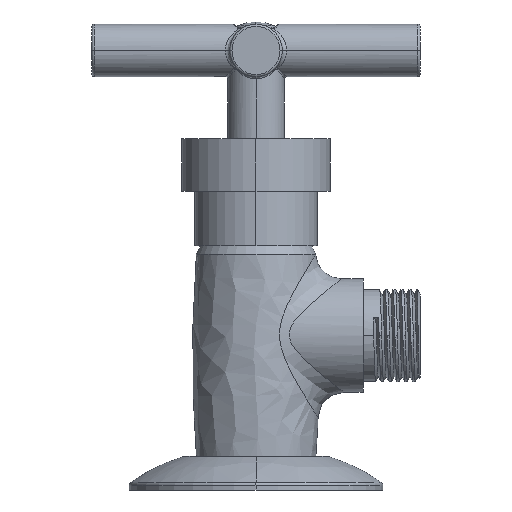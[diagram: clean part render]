
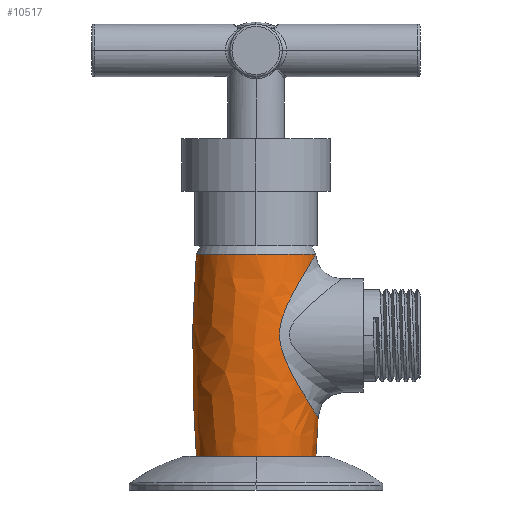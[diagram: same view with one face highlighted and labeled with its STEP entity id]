
A CAD part, left-side view. The second image highlights one B-rep face of the part: STEP entity #10517.
In plain terms, the highlighted free-form (B-spline) face has degree [3, 3] with [7, 4] control points.
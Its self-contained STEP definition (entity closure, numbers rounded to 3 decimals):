
#23=CARTESIAN_POINT('',(0.,0.,-25.157));
#24=DIRECTION('',(0.,0.,-1.));
#25=DIRECTION('',(0.,-1.,0.));
#26=AXIS2_PLACEMENT_3D('',#23,#24,#25);
#28=CARTESIAN_POINT('',(0.,0.,-25.157));
#29=DIRECTION('',(0.,0.,-1.));
#30=DIRECTION('',(-1.,0.,0.));
#31=AXIS2_PLACEMENT_3D('',#28,#29,#30);
#33=CARTESIAN_POINT('',(0.,0.,
23.316));
#34=DIRECTION('',(0.,0.,1.));
#35=DIRECTION('',(0.,1.,0.));
#36=AXIS2_PLACEMENT_3D('',#33,#34,#35);
#38=CARTESIAN_POINT('',(0.,-13.648,23.314));
#39=CARTESIAN_POINT('',(-0.204,-13.648,23.314));
#40=CARTESIAN_POINT('',(-0.616,-13.64,23.298));
#41=CARTESIAN_POINT('',(-1.239,-13.602,23.237));
#42=CARTESIAN_POINT('',(-1.869,-13.538,23.132));
#43=CARTESIAN_POINT('',(-2.507,-13.445,22.981));
#44=CARTESIAN_POINT('',(-3.153,-13.324,22.782));
#45=CARTESIAN_POINT('',(-3.804,-13.171,22.532));
#46=CARTESIAN_POINT('',(-4.467,-12.985,22.226));
#47=CARTESIAN_POINT('',(-5.141,-12.761,21.858));
#48=CARTESIAN_POINT('',(-5.826,-12.496,21.423));
#49=CARTESIAN_POINT('',(-6.52,-12.187,20.913));
#50=CARTESIAN_POINT('',(-7.221,-11.831,20.321));
#51=CARTESIAN_POINT('',(-7.926,-11.423,19.64));
#52=CARTESIAN_POINT('',(-8.631,-10.961,18.863));
#53=CARTESIAN_POINT('',(-9.327,-10.444,17.984));
#54=CARTESIAN_POINT('',(-10.006,-9.874,16.997));
#55=CARTESIAN_POINT('',(-10.656,-9.255,15.905));
#56=CARTESIAN_POINT('',(-11.261,-8.602,14.714));
#57=CARTESIAN_POINT('',(-11.802,-7.941,13.452));
#58=CARTESIAN_POINT('',(-12.259,-7.314,12.173));
#59=CARTESIAN_POINT('',(-12.617,-6.766,10.948));
#60=CARTESIAN_POINT('',(-12.884,-6.322,9.825));
#61=CARTESIAN_POINT('',(-13.077,-5.982,8.819));
#62=CARTESIAN_POINT('',(-13.214,-5.731,7.908));
#63=CARTESIAN_POINT('',(-13.311,-5.552,7.068));
#64=CARTESIAN_POINT('',(-13.376,-5.436,6.277));
#65=CARTESIAN_POINT('',(-13.416,-5.374,5.518));
#66=CARTESIAN_POINT('',(-13.433,-5.364,4.772));
#67=CARTESIAN_POINT('',(-13.428,-5.404,4.019));
#68=CARTESIAN_POINT('',(-13.4,-5.498,3.243));
#69=CARTESIAN_POINT('',(-13.344,-5.651,2.425));
#70=CARTESIAN_POINT('',(-13.255,-5.873,1.544));
#71=CARTESIAN_POINT('',(-13.12,-6.178,0.578));
#72=CARTESIAN_POINT('',(-12.923,-6.582,
-0.499));
#73=CARTESIAN_POINT('',(-12.646,-7.096,-1.691));
#74=CARTESIAN_POINT('',(-12.275,-7.707,-2.965));
#75=CARTESIAN_POINT('',(-11.81,-8.379,-4.261));
#76=CARTESIAN_POINT('',(-11.268,-9.066,-5.514));
#77=CARTESIAN_POINT('',(-10.666,-9.734,-6.687));
#78=CARTESIAN_POINT('',(-10.022,-10.362,-7.759));
#79=CARTESIAN_POINT('',(-9.349,-10.939,-8.727));
#80=CARTESIAN_POINT('',(-8.659,-11.461,-9.59));
#81=CARTESIAN_POINT('',(-7.96,-11.928,-10.353));
#82=CARTESIAN_POINT('',(-7.258,-12.341,-11.023));
#83=CARTESIAN_POINT('',(-6.559,-12.702,-11.606));
#84=CARTESIAN_POINT('',(-5.866,-13.016,-12.11));
#85=CARTESIAN_POINT('',(-5.18,-13.286,-12.542));
#86=CARTESIAN_POINT('',(-4.504,-13.514,-12.907));
#87=CARTESIAN_POINT('',(-3.838,-13.705,-13.21));
#88=CARTESIAN_POINT('',(-3.181,-13.861,-13.459));
#89=CARTESIAN_POINT('',(-2.53,-13.986,-13.657));
#90=CARTESIAN_POINT('',(-1.886,-14.08,-13.808));
#91=CARTESIAN_POINT('',(-1.249,-14.146,-13.913));
#92=CARTESIAN_POINT('',(-0.62,-14.185,
-13.974));
#93=CARTESIAN_POINT('',(-0.206,-14.193,
-13.987));
#94=CARTESIAN_POINT('',(0.,-14.193,
-13.987));
#106=CARTESIAN_POINT('',(0.,304.781,0.));
#107=DIRECTION('',(-1.,0.,0.));
#108=DIRECTION('',(0.,-0.997,-0.079));
#109=AXIS2_PLACEMENT_3D('',#106,#107,#108);
#174=CARTESIAN_POINT('',(0.,-304.781,0.));
#175=DIRECTION('',(1.,0.,0.));
#176=DIRECTION('',(0.,0.997,-0.079));
#177=AXIS2_PLACEMENT_3D('',#174,#175,#176);
#9174=CARTESIAN_POINT('',(0.,-14.193,
-13.987));
#9175=VERTEX_POINT('',#9174);
#9176=CARTESIAN_POINT('',(0.,-13.648,
23.312));
#9177=VERTEX_POINT('',#9176);
#9195=CARTESIAN_POINT('',(0.,13.648,23.316));
#9196=VERTEX_POINT('',#9195);
#10462=CARTESIAN_POINT('',(0.,-13.507,-25.157));
#10463=CARTESIAN_POINT('',(-13.507,0.,
-25.157));
#10464=VERTEX_POINT('',#10462);
#10465=VERTEX_POINT('',#10463);
#10466=CARTESIAN_POINT('',(0.,13.507,-25.157));
#10467=VERTEX_POINT('',#10466);
#10474=CARTESIAN_POINT('',(0.843,13.403,
-26.124));
#10475=CARTESIAN_POINT('',(0.93,14.778,
-9.343));
#10476=CARTESIAN_POINT('',(0.933,14.826,
7.495));
#10477=CARTESIAN_POINT('',(0.852,13.548,
24.284));
#10478=CARTESIAN_POINT('',(-7.405,13.922,
-26.124));
#10479=CARTESIAN_POINT('',(-8.165,15.35,
-9.343));
#10480=CARTESIAN_POINT('',(-8.191,15.401,
7.495));
#10481=CARTESIAN_POINT('',(-7.485,14.073,
24.284));
#10482=CARTESIAN_POINT('',(-13.429,8.264,
-26.124));
#10483=CARTESIAN_POINT('',(-14.807,9.112,
-9.343));
#10484=CARTESIAN_POINT('',(-14.856,9.142,
7.495));
#10485=CARTESIAN_POINT('',(-13.575,8.354,
24.284));
#10486=CARTESIAN_POINT('',(-13.429,0.,-26.124));
#10487=CARTESIAN_POINT('',(-14.807,0.,-9.343));
#10488=CARTESIAN_POINT('',(-14.856,0.,7.495));
#10489=CARTESIAN_POINT('',(-13.575,0.,24.284));
#10490=CARTESIAN_POINT('',(-13.429,-8.264,
-26.124));
#10491=CARTESIAN_POINT('',(-14.807,-9.112,
-9.343));
#10492=CARTESIAN_POINT('',(-14.856,-9.142,
7.495));
#10493=CARTESIAN_POINT('',(-13.575,-8.354,
24.284));
#10494=CARTESIAN_POINT('',(-7.405,-13.922,
-26.124));
#10495=CARTESIAN_POINT('',(-8.165,-15.35,
-9.343));
#10496=CARTESIAN_POINT('',(-8.191,-15.401,
7.495));
#10497=CARTESIAN_POINT('',(-7.485,-14.073,
24.284));
#10498=CARTESIAN_POINT('',(0.843,-13.403,
-26.124));
#10499=CARTESIAN_POINT('',(0.93,-14.778,
-9.343));
#10500=CARTESIAN_POINT('',(0.933,-14.826,
7.495));
#10501=CARTESIAN_POINT('',(0.852,-13.548,
24.284));
#10502=(BOUNDED_SURFACE()B_SPLINE_SURFACE(3,3,((#10474,#10475,#10476,#10477),(
#10478,#10479,#10480,#10481),(#10482,#10483,#10484,#10485),(#10486,#10487,
#10488,#10489),(#10490,#10491,#10492,#10493),(#10494,#10495,#10496,#10497),(
#10498,#10499,#10500,#10501)),.UNSPECIFIED.,.F.,.F.,.F.)B_SPLINE_SURFACE_WITH_KNOTS((4,3,4),(4,4),(0.,1.,2.),(0.,1.),.UNSPECIFIED.)GEOMETRIC_REPRESENTATION_ITEM()RATIONAL_B_SPLINE_SURFACE(((1.189,1.187,
1.187,1.189),(0.939,0.937,
0.937,0.939),(0.939,0.937,
0.937,0.939),(1.189,1.187,
1.187,1.189),(0.939,0.937,
0.937,0.939),(0.939,0.937,
0.937,0.939),(1.189,1.187,
1.187,1.189)))REPRESENTATION_ITEM('')SURFACE());
#10504=ORIENTED_EDGE('',*,*,#10503,.T.);
#10506=ORIENTED_EDGE('',*,*,#10505,.T.);
#10508=ORIENTED_EDGE('',*,*,#10507,.T.);
#10510=ORIENTED_EDGE('',*,*,#10509,.T.);
#10512=ORIENTED_EDGE('',*,*,#10511,.T.);
#10514=ORIENTED_EDGE('',*,*,#10513,.F.);
#10515=EDGE_LOOP('',(#10504,#10506,#10508,#10510,#10512,#10514));
#10516=FACE_OUTER_BOUND('',#10515,.F.);
#10517=ADVANCED_FACE('',(#10516),#10502,.T.);
#27=CIRCLE('',#26,13.507);
#32=CIRCLE('',#31,13.507);
#37=CIRCLE('',#36,13.648);
#95=B_SPLINE_CURVE_WITH_KNOTS('',3,(#38,#39,#40,#41,#42,#43,#44,#45,#46,#47,#48,
#49,#50,#51,#52,#53,#54,#55,#56,#57,#58,#59,#60,#61,#62,#63,#64,#65,#66,#67,#68,
#69,#70,#71,#72,#73,#74,#75,#76,#77,#78,#79,#80,#81,#82,#83,#84,#85,#86,#87,#88,
#89,#90,#91,#92,#93,#94),.UNSPECIFIED.,.F.,.F.,(4,1,1,1,1,1,1,1,1,1,1,1,1,1,1,1,
1,1,1,1,1,1,1,1,1,1,1,1,1,1,1,1,1,1,1,1,1,1,1,1,1,1,1,1,1,1,1,1,1,1,1,1,1,1,4),(
0.,0.019,0.037,0.056,0.074,
0.093,0.111,0.13,0.148,
0.167,0.185,0.204,0.222,
0.241,0.259,0.278,0.296,
0.315,0.333,0.352,0.37,
0.389,0.407,0.426,0.444,
0.463,0.481,0.5,0.519,0.537,
0.556,0.574,0.593,0.611,
0.63,0.648,0.667,0.685,
0.704,0.722,0.741,0.759,
0.778,0.796,0.815,0.833,
0.852,0.87,0.889,0.907,
0.926,0.944,0.963,0.981,1.),
.UNSPECIFIED.);
#110=CIRCLE('',#109,319.281);
#178=CIRCLE('',#177,319.281);
#10503=EDGE_CURVE('',#10464,#10465,#27,.T.);
#10505=EDGE_CURVE('',#10465,#10467,#32,.T.);
#10507=EDGE_CURVE('',#10467,#9196,#178,.T.);
#10509=EDGE_CURVE('',#9196,#9177,#37,.T.);
#10511=EDGE_CURVE('',#9177,#9175,#95,.T.);
#10513=EDGE_CURVE('',#10464,#9175,#110,.T.);
